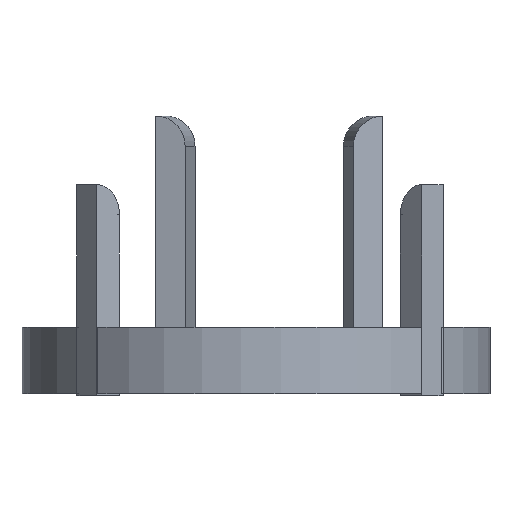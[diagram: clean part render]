
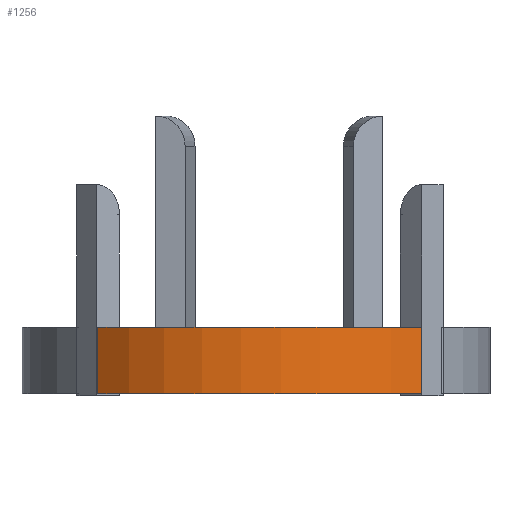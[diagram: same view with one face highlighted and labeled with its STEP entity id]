
A CAD part, front view. The second image highlights one B-rep face of the part: STEP entity #1256.
In plain terms, the highlighted cylindrical face has radius 3.875 mm (diameter 7.75 mm), a partial arc.
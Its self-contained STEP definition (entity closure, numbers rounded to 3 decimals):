
#89=LINE('',#2420,#186);
#111=LINE('',#2476,#208);
#186=VECTOR('',#1578,10.);
#208=VECTOR('',#1632,10.);
#265=CYLINDRICAL_SURFACE('',#1378,3.875);
#317=FACE_OUTER_BOUND('',#394,.T.);
#394=EDGE_LOOP('',(#1036,#1037,#1038,#1039));
#501=CIRCLE('',#1373,3.875);
#505=CIRCLE('',#1379,3.875);
#584=VERTEX_POINT('',#2417);
#585=VERTEX_POINT('',#2419);
#597=VERTEX_POINT('',#2458);
#603=VERTEX_POINT('',#2475);
#731=EDGE_CURVE('',#585,#584,#89,.T.);
#752=EDGE_CURVE('',#584,#597,#501,.T.);
#760=EDGE_CURVE('',#597,#603,#111,.T.);
#761=EDGE_CURVE('',#585,#603,#505,.T.);
#1036=ORIENTED_EDGE('',*,*,#731,.T.);
#1037=ORIENTED_EDGE('',*,*,#752,.T.);
#1038=ORIENTED_EDGE('',*,*,#760,.T.);
#1039=ORIENTED_EDGE('',*,*,#761,.F.);
#1256=ADVANCED_FACE('',(#317),#265,.T.);
#1373=AXIS2_PLACEMENT_3D('',#2460,#1616,#1617);
#1378=AXIS2_PLACEMENT_3D('',#2474,#1630,#1631);
#1379=AXIS2_PLACEMENT_3D('',#2477,#1633,#1634);
#1578=DIRECTION('',(0.,0.,-1.));
#1616=DIRECTION('center_axis',(0.,0.,1.));
#1617=DIRECTION('ref_axis',(-1.,0.021,0.));
#1630=DIRECTION('center_axis',(0.,0.,1.));
#1631=DIRECTION('ref_axis',(-1.,0.021,0.));
#1632=DIRECTION('',(0.,0.,1.));
#1633=DIRECTION('center_axis',(0.,0.,1.));
#1634=DIRECTION('ref_axis',(-1.,0.021,0.));
#2417=CARTESIAN_POINT('',(-2.618,-2.857,0.));
#2419=CARTESIAN_POINT('',(-2.618,-2.857,1.1));
#2420=CARTESIAN_POINT('',(-2.618,-2.857,0.));
#2458=CARTESIAN_POINT('',(2.744,-2.736,0.));
#2460=CARTESIAN_POINT('Origin',(0.,0.,0.));
#2474=CARTESIAN_POINT('Origin',(0.,0.,0.));
#2475=CARTESIAN_POINT('',(2.744,-2.736,1.1));
#2476=CARTESIAN_POINT('',(2.744,-2.736,0.));
#2477=CARTESIAN_POINT('Origin',(0.,0.,1.1));
